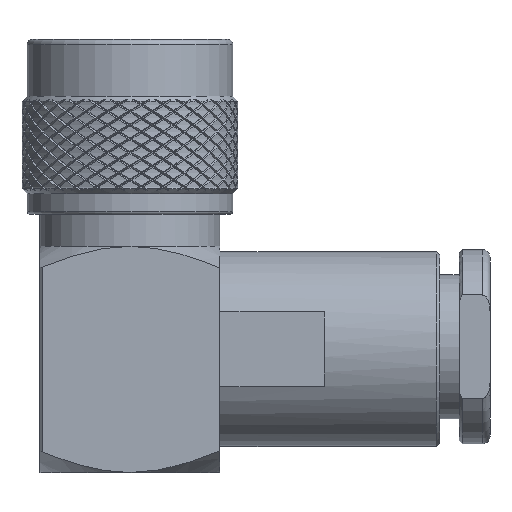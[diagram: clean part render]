
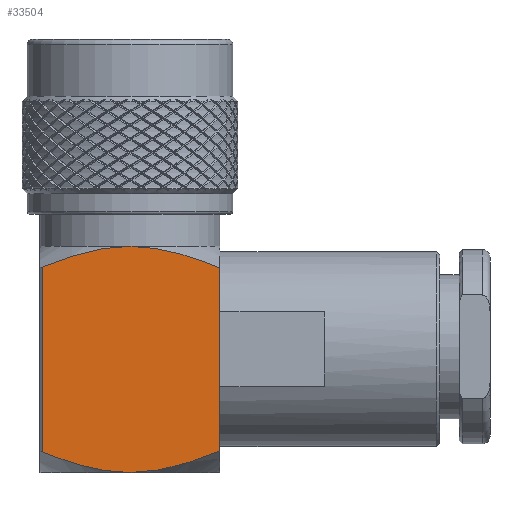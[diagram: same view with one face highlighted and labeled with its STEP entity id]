
A CAD part, left-side view. The second image highlights one B-rep face of the part: STEP entity #33504.
In plain terms, the highlighted planar face has unit normal (-1, 0, 0).
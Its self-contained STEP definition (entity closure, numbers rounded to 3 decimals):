
#20 = CARTESIAN_POINT ( 'NONE',  ( -8.75, 1.483, 22. ) ) ;
#743 = AXIS2_PLACEMENT_3D ( 'NONE', #67032, #20178, #102704 ) ;
#1781 = EDGE_CURVE ( 'NONE', #16380, #77109, #74984, .T. ) ;
#3371 = LINE ( 'NONE', #13428, #4713 ) ;
#3683 = CARTESIAN_POINT ( 'NONE',  ( -8.75, -5.197, 21.188 ) ) ;
#4713 = VECTOR ( 'NONE', #84115, 1000. ) ;
#7353 = CARTESIAN_POINT ( 'NONE',  ( -8.75, 0., 0. ) ) ;
#8254 = CARTESIAN_POINT ( 'NONE',  ( -8.75, -0.377, 0. ) ) ;
#13428 = CARTESIAN_POINT ( 'NONE',  ( -8.75, 8.55, 22. ) ) ;
#14537 = CARTESIAN_POINT ( 'NONE',  ( -8.75, 8.55, 19.989 ) ) ;
#16255 = CARTESIAN_POINT ( 'NONE',  ( -8.75, 7.176, 1.473 ) ) ;
#16375 = B_SPLINE_CURVE_WITH_KNOTS ( 'NONE', 3,
 ( #100883, #8254, #36751, #37371, #91964, #36145, #100293, #64052, #62259, #46269, #17745, #72378 ),
 .UNSPECIFIED., .F., .F.,
 ( 4, 2, 2, 2, 2, 4 ),
 ( 0.032, 0.033, 0.034, 0.036, 0.039, 0.041 ),
 .UNSPECIFIED. ) ;
#16380 = VERTEX_POINT ( 'NONE', #56256 ) ;
#16538 = B_SPLINE_CURVE_WITH_KNOTS ( 'NONE', 3,
 ( #79035, #20, #42852, #115237, #106355, #24974, #61196, #97420 ),
 .UNSPECIFIED., .F., .F.,
 ( 4, 2, 2, 4 ),
 ( 0.018, 0.023, 0.025, 0.027 ),
 .UNSPECIFIED. ) ;
#17745 = CARTESIAN_POINT ( 'NONE',  ( -8.75, -8.052, 1.807 ) ) ;
#20178 = DIRECTION ( 'NONE',  ( 1., 0., 0. ) ) ;
#22048 = CARTESIAN_POINT ( 'NONE',  ( -8.75, 0., 22. ) ) ;
#24617 = ORIENTED_EDGE ( 'NONE', *, *, #75155, .T. ) ;
#24974 = CARTESIAN_POINT ( 'NONE',  ( -8.75, 7.176, 20.527 ) ) ;
#25601 = EDGE_LOOP ( 'NONE', ( #73044, #24617, #33131, #101192, #105559, #47008 ) ) ;
#25717 = CARTESIAN_POINT ( 'NONE',  ( -8.75, 2.93, 0.225 ) ) ;
#27479 = CARTESIAN_POINT ( 'NONE',  ( -8.75, 5.774, 0.992 ) ) ;
#30412 = CARTESIAN_POINT ( 'NONE',  ( -8.75, -8.75, 19.907 ) ) ;
#30980 = CARTESIAN_POINT ( 'NONE',  ( -8.75, -0.758, 21.986 ) ) ;
#33131 = ORIENTED_EDGE ( 'NONE', *, *, #1781, .T. ) ;
#33504 = ADVANCED_FACE ( 'NONE', ( #93780 ), #75390, .F. ) ;
#34931 = CARTESIAN_POINT ( 'NONE',  ( -8.75, -8.75, 2.093 ) ) ;
#36145 = CARTESIAN_POINT ( 'NONE',  ( -8.75, -3.007, 0.274 ) ) ;
#36183 = EDGE_CURVE ( 'NONE', #38144, #86140, #69776, .T. ) ;
#36751 = CARTESIAN_POINT ( 'NONE',  ( -8.75, -0.758, 0.014 ) ) ;
#37371 = CARTESIAN_POINT ( 'NONE',  ( -8.75, -1.514, 0.071 ) ) ;
#38144 = VERTEX_POINT ( 'NONE', #48381 ) ;
#39923 = CARTESIAN_POINT ( 'NONE',  ( -8.75, -3.007, 21.726 ) ) ;
#42852 = CARTESIAN_POINT ( 'NONE',  ( -8.75, 2.93, 21.775 ) ) ;
#46269 = CARTESIAN_POINT ( 'NONE',  ( -8.75, -7.347, 1.537 ) ) ;
#47008 = ORIENTED_EDGE ( 'NONE', *, *, #106136, .T. ) ;
#48381 = CARTESIAN_POINT ( 'NONE',  ( -8.75, -8.75, 19.907 ) ) ;
#48854 = CARTESIAN_POINT ( 'NONE',  ( -8.75, -7.347, 20.463 ) ) ;
#50564 = CARTESIAN_POINT ( 'NONE',  ( -8.75, 0., 22. ) ) ;
#54352 = EDGE_CURVE ( 'NONE', #60716, #95425, #16538, .T. ) ;
#56256 = CARTESIAN_POINT ( 'NONE',  ( -8.75, 8.55, 2.011 ) ) ;
#60716 = VERTEX_POINT ( 'NONE', #50564 ) ;
#61196 = CARTESIAN_POINT ( 'NONE',  ( -8.75, 7.866, 20.264 ) ) ;
#61987 = CARTESIAN_POINT ( 'NONE',  ( -8.75, 0., 0. ) ) ;
#62259 = CARTESIAN_POINT ( 'NONE',  ( -8.75, -5.918, 1.038 ) ) ;
#63697 = CARTESIAN_POINT ( 'NONE',  ( -8.75, 1.483, 0. ) ) ;
#64052 = CARTESIAN_POINT ( 'NONE',  ( -8.75, -5.197, 0.812 ) ) ;
#67032 = CARTESIAN_POINT ( 'NONE',  ( -8.75, 8.75, 22. ) ) ;
#69776 = LINE ( 'NONE', #79229, #82311 ) ;
#72028 = CARTESIAN_POINT ( 'NONE',  ( -8.75, 5.066, 0.774 ) ) ;
#72378 = CARTESIAN_POINT ( 'NONE',  ( -8.75, -8.75, 2.093 ) ) ;
#73044 = ORIENTED_EDGE ( 'NONE', *, *, #54352, .T. ) ;
#74984 = B_SPLINE_CURVE_WITH_KNOTS ( 'NONE', 3,
 ( #108243, #107087, #16255, #27479, #72028, #25717, #63697, #7353 ),
 .UNSPECIFIED., .F., .F.,
 ( 4, 2, 2, 4 ),
 ( 0.023, 0.025, 0.027, 0.032 ),
 .UNSPECIFIED. ) ;
#75155 = EDGE_CURVE ( 'NONE', #95425, #16380, #3371, .T. ) ;
#75390 = PLANE ( 'NONE',  #743 ) ;
#76111 = CARTESIAN_POINT ( 'NONE',  ( -8.75, -1.89, 21.888 ) ) ;
#77109 = VERTEX_POINT ( 'NONE', #61987 ) ;
#79035 = CARTESIAN_POINT ( 'NONE',  ( -8.75, 0., 22. ) ) ;
#79229 = CARTESIAN_POINT ( 'NONE',  ( -8.75, -8.75, 22. ) ) ;
#81772 = B_SPLINE_CURVE_WITH_KNOTS ( 'NONE', 3,
 ( #30412, #102862, #48854, #85014, #3683, #94530, #39923, #76111, #112293, #30980, #103434, #22048 ),
 .UNSPECIFIED., .F., .F.,
 ( 4, 2, 2, 2, 2, 4 ),
 ( 0.009, 0.012, 0.014, 0.016, 0.017, 0.018 ),
 .UNSPECIFIED. ) ;
#82311 = VECTOR ( 'NONE', #89303, 1000. ) ;
#84115 = DIRECTION ( 'NONE',  ( 0., 0., -1. ) ) ;
#85014 = CARTESIAN_POINT ( 'NONE',  ( -8.75, -5.918, 20.962 ) ) ;
#86140 = VERTEX_POINT ( 'NONE', #34931 ) ;
#89303 = DIRECTION ( 'NONE',  ( 0., 0., -1. ) ) ;
#91964 = CARTESIAN_POINT ( 'NONE',  ( -8.75, -1.89, 0.112 ) ) ;
#93780 = FACE_OUTER_BOUND ( 'NONE', #25601, .T. ) ;
#94530 = CARTESIAN_POINT ( 'NONE',  ( -8.75, -3.742, 21.57 ) ) ;
#95425 = VERTEX_POINT ( 'NONE', #14537 ) ;
#97420 = CARTESIAN_POINT ( 'NONE',  ( -8.75, 8.55, 19.989 ) ) ;
#100293 = CARTESIAN_POINT ( 'NONE',  ( -8.75, -3.742, 0.43 ) ) ;
#100883 = CARTESIAN_POINT ( 'NONE',  ( -8.75, 0., 0. ) ) ;
#101192 = ORIENTED_EDGE ( 'NONE', *, *, #108717, .T. ) ;
#102704 = DIRECTION ( 'NONE',  ( 0., 1., 0. ) ) ;
#102862 = CARTESIAN_POINT ( 'NONE',  ( -8.75, -8.052, 20.193 ) ) ;
#103434 = CARTESIAN_POINT ( 'NONE',  ( -8.75, -0.377, 22. ) ) ;
#105559 = ORIENTED_EDGE ( 'NONE', *, *, #36183, .F. ) ;
#106136 = EDGE_CURVE ( 'NONE', #38144, #60716, #81772, .T. ) ;
#106355 = CARTESIAN_POINT ( 'NONE',  ( -8.75, 5.774, 21.008 ) ) ;
#107087 = CARTESIAN_POINT ( 'NONE',  ( -8.75, 7.866, 1.736 ) ) ;
#108243 = CARTESIAN_POINT ( 'NONE',  ( -8.75, 8.55, 2.011 ) ) ;
#108717 = EDGE_CURVE ( 'NONE', #77109, #86140, #16375, .T. ) ;
#112293 = CARTESIAN_POINT ( 'NONE',  ( -8.75, -1.514, 21.929 ) ) ;
#115237 = CARTESIAN_POINT ( 'NONE',  ( -8.75, 5.066, 21.226 ) ) ;
